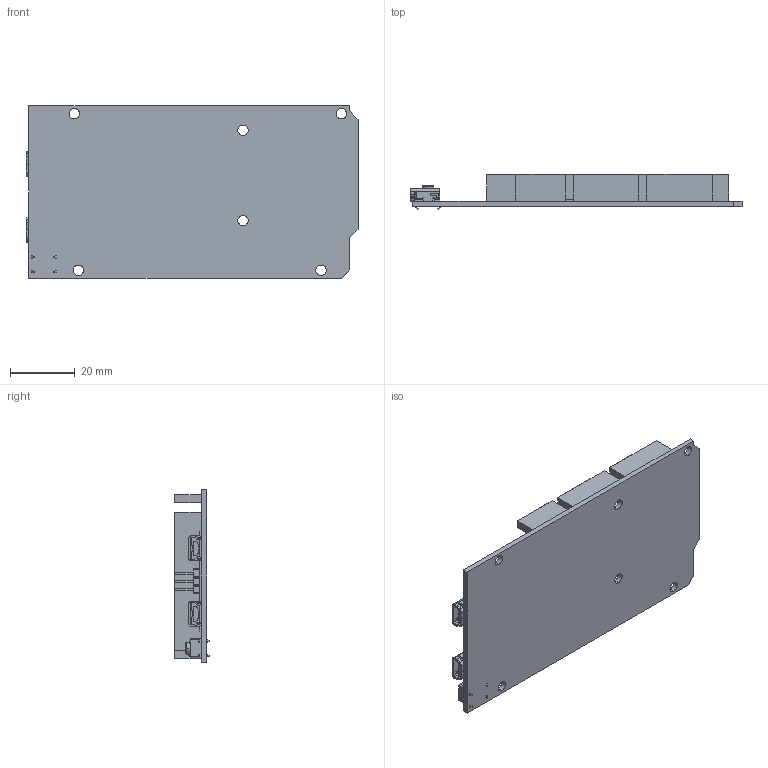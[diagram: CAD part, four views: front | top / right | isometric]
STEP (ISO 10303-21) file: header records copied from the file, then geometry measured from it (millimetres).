
FILE_DESCRIPTION (( 'STEP AP214' ), '1' );
FILE_NAME ('User Library-Arduino Mega.STEP', '2013-01-06T01:38:54', ( '' ), ( '' ), 'SwSTEP 2.0', 'SolidWorks 2013', '' );
FILE_SCHEMA (( 'AUTOMOTIVE_DESIGN' ));
Length unit declared in the file: millimetre
Products named in the file (9): User Library-Arduino Mega_PIN HEADER FEMALE 8; User Library-Arduino Mega_PIN HEADER FEMALE 6; User Library-Arduino Mega_Atmega1280 (WGL); User Library-Arduino Mega_Header Vertical 2_54mm Pitch4-1_2 Way; User Library-Arduino Mega_Arduino mega PCB; User Library-Arduino Mega; User Library-USB_mini_B___ _________; User Library-Arduino Mega_tactile BUTTON; User Library-Arduino Mega_PIN HEADER FEMALE 2X18SLDPRT
Assembly tree (15 placements, depth 2):
  User Library-Arduino Mega
    User Library-Arduino Mega_Arduino mega PCB
    User Library-Arduino Mega_Header Vertical 2_54mm Pitch4-1_2 Way  x3
    User Library-Arduino Mega_Atmega1280 (WGL)
    User Library-Arduino Mega_PIN HEADER FEMALE 6
    User Library-Arduino Mega_PIN HEADER FEMALE 8  x5
    User Library-Arduino Mega_PIN HEADER FEMALE 2X18SLDPRT
    User Library-Arduino Mega_tactile BUTTON
    User Library-USB_mini_B___ _________  x2
Bounding box: 102.5 x 10.8 x 53.34 mm (x, y, z)
Volume: 13369 mm3; surface area: 19067.2 mm2
Topology: 18 solids, 18 shells, 1908 faces, 4539 edges, 2752 vertices
Faces by surface type: plane 1596, cylinder 218, bspline 72, torus 10, cone 8, sphere 4
Entity records: 32156 total; most frequent: CARTESIAN_POINT 5776, ORIENTED_EDGE 5040, DIRECTION 4726, EDGE_CURVE 2520, LINE 2122, VECTOR 2122, VERTEX_POINT 1534, AXIS2_PLACEMENT_3D 1302
